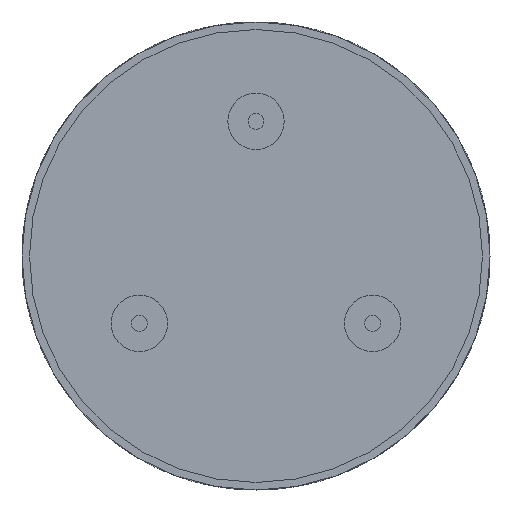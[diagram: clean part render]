
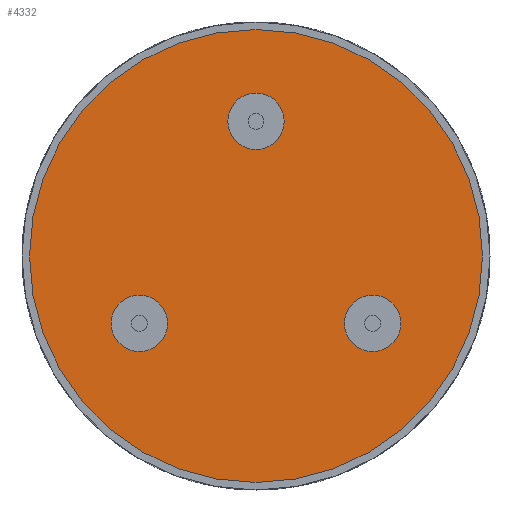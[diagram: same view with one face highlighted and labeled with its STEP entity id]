
A CAD part, front view. The second image highlights one B-rep face of the part: STEP entity #4332.
In plain terms, the highlighted planar face has unit normal (0, -1, 0).
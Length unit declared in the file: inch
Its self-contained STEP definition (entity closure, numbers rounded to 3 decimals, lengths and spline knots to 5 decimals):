
#3784=CARTESIAN_POINT('',(-2.25,-3.35,0.));
#3785=VERTEX_POINT('',#3784);
#3801=CARTESIAN_POINT('',(2.25,-3.35,0.));
#3802=VERTEX_POINT('',#3801);
#3809=CARTESIAN_POINT('',(0.0,-3.35,0.));
#3810=DIRECTION('',(0.0,1.0,0.0));
#3811=DIRECTION('',(-1.0,0.0,0.0));
#3812=AXIS2_PLACEMENT_3D('',#3809,#3810,#3811);
#3813=CIRCLE('',#3812,2.25);
#3814=EDGE_CURVE('',#3802,#3785,#3813,.T.);
#3824=CARTESIAN_POINT('',(-0.28,-3.35,1.33858));
#3825=VERTEX_POINT('',#3824);
#3834=CARTESIAN_POINT('',(0.28,-3.35,1.33858));
#3835=VERTEX_POINT('',#3834);
#3836=CARTESIAN_POINT('',(0.,-3.35,1.33858));
#3837=DIRECTION('',(0.0,1.0,0.0));
#3838=DIRECTION('',(-1.0,0.0,0.0));
#3839=AXIS2_PLACEMENT_3D('',#3836,#3837,#3838);
#3840=CIRCLE('',#3839,0.28);
#3841=EDGE_CURVE('',#3835,#3825,#3840,.T.);
#3908=CARTESIAN_POINT('',(-1.01925,-3.35,-0.91178));
#3909=VERTEX_POINT('',#3908);
#3918=CARTESIAN_POINT('',(-1.29925,-3.35,-0.4268));
#3919=VERTEX_POINT('',#3918);
#3920=CARTESIAN_POINT('',(-1.15925,-3.35,-0.66929));
#3921=DIRECTION('',(0.,1.0,0.));
#3922=DIRECTION('',(0.5,0.,-0.866));
#3923=AXIS2_PLACEMENT_3D('',#3920,#3921,#3922);
#3924=CIRCLE('',#3923,0.28);
#3925=EDGE_CURVE('',#3919,#3909,#3924,.T.);
#3950=CARTESIAN_POINT('',(1.29925,-3.35,-0.4268));
#3951=VERTEX_POINT('',#3950);
#3960=CARTESIAN_POINT('',(1.01925,-3.35,-0.91178));
#3961=VERTEX_POINT('',#3960);
#3962=CARTESIAN_POINT('',(1.15925,-3.35,-0.66929));
#3963=DIRECTION('',(0.,1.0,0.));
#3964=DIRECTION('',(0.5,0.,0.866));
#3965=AXIS2_PLACEMENT_3D('',#3962,#3963,#3964);
#3966=CIRCLE('',#3965,0.28);
#3967=EDGE_CURVE('',#3961,#3951,#3966,.T.);
#4153=CARTESIAN_POINT('',(1.15925,-3.35,-0.66929));
#4154=DIRECTION('',(0.,1.0,0.));
#4155=DIRECTION('',(0.5,0.,0.866));
#4156=AXIS2_PLACEMENT_3D('',#4153,#4154,#4155);
#4157=CIRCLE('',#4156,0.28);
#4158=EDGE_CURVE('',#3951,#3961,#4157,.T.);
#4191=CARTESIAN_POINT('',(-1.15925,-3.35,-0.66929));
#4192=DIRECTION('',(0.,1.0,0.));
#4193=DIRECTION('',(0.5,0.,-0.866));
#4194=AXIS2_PLACEMENT_3D('',#4191,#4192,#4193);
#4195=CIRCLE('',#4194,0.28);
#4196=EDGE_CURVE('',#3909,#3919,#4195,.T.);
#4263=CARTESIAN_POINT('',(0.,-3.35,1.33858));
#4264=DIRECTION('',(0.0,1.0,0.0));
#4265=DIRECTION('',(-1.0,0.0,0.0));
#4266=AXIS2_PLACEMENT_3D('',#4263,#4264,#4265);
#4267=CIRCLE('',#4266,0.28);
#4268=EDGE_CURVE('',#3825,#3835,#4267,.T.);
#4293=CARTESIAN_POINT('',(0.0,-3.35,0.));
#4294=DIRECTION('',(0.0,1.0,0.0));
#4295=DIRECTION('',(-1.0,0.0,0.0));
#4296=AXIS2_PLACEMENT_3D('',#4293,#4294,#4295);
#4297=CIRCLE('',#4296,2.25);
#4298=EDGE_CURVE('',#3785,#3802,#4297,.T.);
#4311=CARTESIAN_POINT('',(0.20455,-3.35,0.));
#4312=DIRECTION('',(0.0,1.0,0.0));
#4313=DIRECTION('',(0.0,0.0,1.0));
#4314=AXIS2_PLACEMENT_3D('',#4311,#4312,#4313);
#4315=PLANE('',#4314);
#4316=ORIENTED_EDGE('',*,*,#3814,.F.);
#4317=ORIENTED_EDGE('',*,*,#4298,.F.);
#4318=EDGE_LOOP('',(#4316,#4317));
#4319=FACE_OUTER_BOUND('',#4318,.T.);
#4320=ORIENTED_EDGE('',*,*,#3967,.T.);
#4321=ORIENTED_EDGE('',*,*,#4158,.T.);
#4322=EDGE_LOOP('',(#4320,#4321));
#4323=FACE_BOUND('',#4322,.T.);
#4324=ORIENTED_EDGE('',*,*,#3925,.T.);
#4325=ORIENTED_EDGE('',*,*,#4196,.T.);
#4326=EDGE_LOOP('',(#4324,#4325));
#4327=FACE_BOUND('',#4326,.T.);
#4328=ORIENTED_EDGE('',*,*,#3841,.T.);
#4329=ORIENTED_EDGE('',*,*,#4268,.T.);
#4330=EDGE_LOOP('',(#4328,#4329));
#4331=FACE_BOUND('',#4330,.T.);
#4332=ADVANCED_FACE('',(#4319,#4323,#4327,#4331),#4315,.F.);
